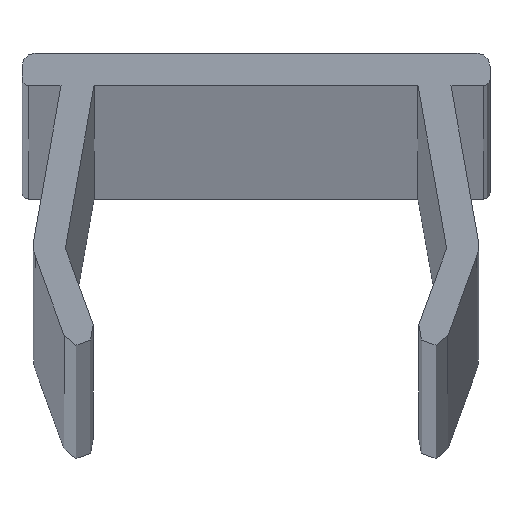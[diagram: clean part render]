
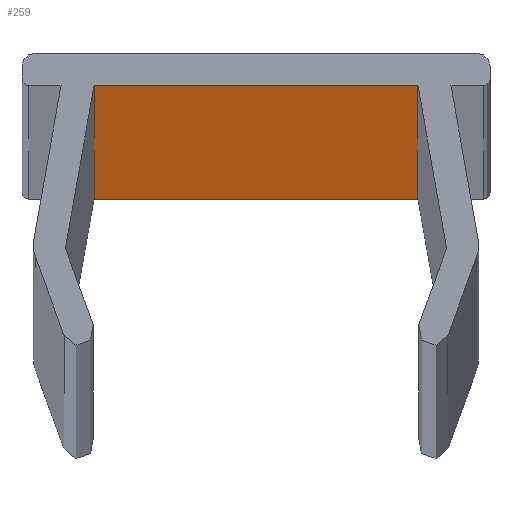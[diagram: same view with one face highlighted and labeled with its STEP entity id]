
A CAD part, top view. The second image highlights one B-rep face of the part: STEP entity #259.
In plain terms, the highlighted planar face has unit normal (0, -1, 0).
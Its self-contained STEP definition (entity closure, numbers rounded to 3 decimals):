
#16 = DIRECTION ( 'NONE',  ( 1., 0., 0. ) ) ;
#23 = VECTOR ( 'NONE', #27, 1000. ) ;
#27 = DIRECTION ( 'NONE',  ( 1., 0., 0. ) ) ;
#33 = EDGE_CURVE ( 'NONE', #823, #426, #218, .T. ) ;
#64 = VERTEX_POINT ( 'NONE', #380 ) ;
#121 = ORIENTED_EDGE ( 'NONE', *, *, #348, .T. ) ;
#168 = CARTESIAN_POINT ( 'NONE',  ( 9.165, 89.618, 0. ) ) ;
#170 = DIRECTION ( 'NONE',  ( 0., 0., -1. ) ) ;
#202 = FACE_OUTER_BOUND ( 'NONE', #665, .T. ) ;
#206 = AXIS2_PLACEMENT_3D ( 'NONE', #275, #688, #756 ) ;
#216 = ORIENTED_EDGE ( 'NONE', *, *, #33, .F. ) ;
#218 = LINE ( 'NONE', #368, #798 ) ;
#219 = LINE ( 'NONE', #655, #419 ) ;
#259 = ADVANCED_FACE ( 'NONE', ( #202 ), #917, .F. ) ;
#275 = CARTESIAN_POINT ( 'NONE',  ( 9.165, 89.618, 1000. ) ) ;
#337 = ORIENTED_EDGE ( 'NONE', *, *, #622, .F. ) ;
#346 = CARTESIAN_POINT ( 'NONE',  ( 9.165, 89.618, 1000. ) ) ;
#348 = EDGE_CURVE ( 'NONE', #64, #426, #475, .T. ) ;
#368 = CARTESIAN_POINT ( 'NONE',  ( 9.165, 89.618, 1000. ) ) ;
#380 = CARTESIAN_POINT ( 'NONE',  ( 4.181, 89.618, 0. ) ) ;
#419 = VECTOR ( 'NONE', #16, 1000. ) ;
#426 = VERTEX_POINT ( 'NONE', #911 ) ;
#475 = LINE ( 'NONE', #168, #23 ) ;
#514 = VERTEX_POINT ( 'NONE', #789 ) ;
#622 = EDGE_CURVE ( 'NONE', #514, #823, #219, .T. ) ;
#623 = LINE ( 'NONE', #761, #775 ) ;
#655 = CARTESIAN_POINT ( 'NONE',  ( 9.165, 89.618, 1000. ) ) ;
#659 = DIRECTION ( 'NONE',  ( 0., 0., -1. ) ) ;
#661 = EDGE_CURVE ( 'NONE', #514, #64, #623, .T. ) ;
#665 = EDGE_LOOP ( 'NONE', ( #121, #216, #337, #681 ) ) ;
#681 = ORIENTED_EDGE ( 'NONE', *, *, #661, .T. ) ;
#688 = DIRECTION ( 'NONE',  ( 0., 1., 0. ) ) ;
#756 = DIRECTION ( 'NONE',  ( 0., 0., 1. ) ) ;
#761 = CARTESIAN_POINT ( 'NONE',  ( 4.181, 89.618, 1000. ) ) ;
#775 = VECTOR ( 'NONE', #170, 1000. ) ;
#789 = CARTESIAN_POINT ( 'NONE',  ( 4.181, 89.618, 1000. ) ) ;
#798 = VECTOR ( 'NONE', #659, 1000. ) ;
#823 = VERTEX_POINT ( 'NONE', #346 ) ;
#911 = CARTESIAN_POINT ( 'NONE',  ( 9.165, 89.618, 0. ) ) ;
#917 = PLANE ( 'NONE',  #206 ) ;
